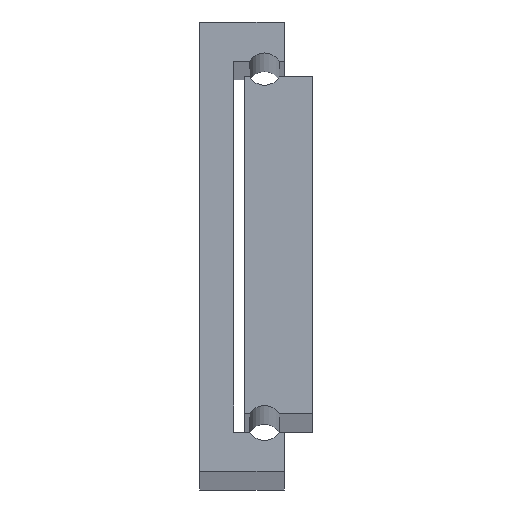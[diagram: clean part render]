
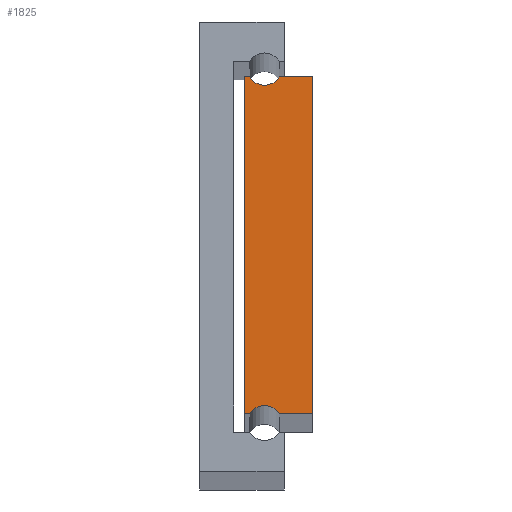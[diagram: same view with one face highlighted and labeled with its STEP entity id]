
A CAD part, top view. The second image highlights one B-rep face of the part: STEP entity #1825.
In plain terms, the highlighted planar face has unit normal (0, 0, 1).
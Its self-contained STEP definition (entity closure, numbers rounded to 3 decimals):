
#42 = EDGE_CURVE ( 'NONE', #666, #477, #1479, .T. ) ;
#56 = CARTESIAN_POINT ( 'NONE',  ( -0.571, 17.424, 950. ) ) ;
#154 = VECTOR ( 'NONE', #1902, 1000. ) ;
#216 = EDGE_CURVE ( 'NONE', #477, #2104, #2552, .T. ) ;
#241 = DIRECTION ( 'NONE',  ( 0., 0., -1. ) ) ;
#255 = VERTEX_POINT ( 'NONE', #705 ) ;
#264 = VERTEX_POINT ( 'NONE', #1962 ) ;
#276 = EDGE_CURVE ( 'NONE', #937, #608, #2009, .T. ) ;
#290 = DIRECTION ( 'NONE',  ( -1., 0., 0. ) ) ;
#383 = LINE ( 'NONE', #1631, #2858 ) ;
#477 = VERTEX_POINT ( 'NONE', #989 ) ;
#501 = LINE ( 'NONE', #943, #2543 ) ;
#532 = VECTOR ( 'NONE', #2896, 1000. ) ;
#542 = EDGE_LOOP ( 'NONE', ( #835, #2970, #1689, #1504, #2152, #589, #2297, #769 ) ) ;
#589 = ORIENTED_EDGE ( 'NONE', *, *, #1355, .T. ) ;
#608 = VERTEX_POINT ( 'NONE', #2913 ) ;
#642 = DIRECTION ( 'NONE',  ( 0., 1., 0. ) ) ;
#666 = VERTEX_POINT ( 'NONE', #1001 ) ;
#705 = CARTESIAN_POINT ( 'NONE',  ( 7.929, 78.924, 950. ) ) ;
#769 = ORIENTED_EDGE ( 'NONE', *, *, #42, .T. ) ;
#835 = ORIENTED_EDGE ( 'NONE', *, *, #216, .T. ) ;
#882 = CARTESIAN_POINT ( 'NONE',  ( -0.571, 17.424, 950. ) ) ;
#885 = EDGE_CURVE ( 'NONE', #608, #1246, #2175, .T. ) ;
#937 = VERTEX_POINT ( 'NONE', #1669 ) ;
#943 = CARTESIAN_POINT ( 'NONE',  ( 7.929, 78.924, 950. ) ) ;
#989 = CARTESIAN_POINT ( 'NONE',  ( -4.071, 78.924, 950. ) ) ;
#1001 = CARTESIAN_POINT ( 'NONE',  ( -3.169, 78.924, 950. ) ) ;
#1148 = AXIS2_PLACEMENT_3D ( 'NONE', #2894, #2196, #2585 ) ;
#1176 = VECTOR ( 'NONE', #642, 1000. ) ;
#1211 = EDGE_CURVE ( 'NONE', #1246, #255, #1599, .T. ) ;
#1246 = VERTEX_POINT ( 'NONE', #3023 ) ;
#1343 = CARTESIAN_POINT ( 'NONE',  ( -4.071, 78.924, 950. ) ) ;
#1355 = EDGE_CURVE ( 'NONE', #255, #264, #501, .T. ) ;
#1479 = LINE ( 'NONE', #1925, #2937 ) ;
#1504 = ORIENTED_EDGE ( 'NONE', *, *, #885, .T. ) ;
#1599 = LINE ( 'NONE', #2566, #1176 ) ;
#1631 = CARTESIAN_POINT ( 'NONE',  ( -4.071, 18.924, 950. ) ) ;
#1634 = CARTESIAN_POINT ( 'NONE',  ( -4.071, 18.924, 950. ) ) ;
#1669 = CARTESIAN_POINT ( 'NONE',  ( -3.169, 18.924, 950. ) ) ;
#1689 = ORIENTED_EDGE ( 'NONE', *, *, #276, .T. ) ;
#1768 = DIRECTION ( 'NONE',  ( -1., 0., 0. ) ) ;
#1825 = ADVANCED_FACE ( 'NONE', ( #2099 ), #3059, .F. ) ;
#1902 = DIRECTION ( 'NONE',  ( 0., -1., 0. ) ) ;
#1916 = DIRECTION ( 'NONE',  ( -1., 0., 0. ) ) ;
#1925 = CARTESIAN_POINT ( 'NONE',  ( -3.169, 78.924, 950. ) ) ;
#1955 = CIRCLE ( 'NONE', #1148, 3. ) ;
#1962 = CARTESIAN_POINT ( 'NONE',  ( 2.027, 78.924, 950. ) ) ;
#2009 = CIRCLE ( 'NONE', #2254, 3. ) ;
#2099 = FACE_OUTER_BOUND ( 'NONE', #542, .T. ) ;
#2104 = VERTEX_POINT ( 'NONE', #1634 ) ;
#2152 = ORIENTED_EDGE ( 'NONE', *, *, #1211, .T. ) ;
#2175 = LINE ( 'NONE', #2424, #532 ) ;
#2196 = DIRECTION ( 'NONE',  ( 0., 0., -1. ) ) ;
#2254 = AXIS2_PLACEMENT_3D ( 'NONE', #56, #241, #1768 ) ;
#2297 = ORIENTED_EDGE ( 'NONE', *, *, #2803, .T. ) ;
#2424 = CARTESIAN_POINT ( 'NONE',  ( 2.027, 18.924, 950. ) ) ;
#2543 = VECTOR ( 'NONE', #1916, 1000. ) ;
#2552 = LINE ( 'NONE', #1343, #154 ) ;
#2566 = CARTESIAN_POINT ( 'NONE',  ( 7.929, 18.924, 950. ) ) ;
#2585 = DIRECTION ( 'NONE',  ( 1., 0., 0. ) ) ;
#2803 = EDGE_CURVE ( 'NONE', #264, #666, #1955, .T. ) ;
#2804 = DIRECTION ( 'NONE',  ( 0., 0., -1. ) ) ;
#2836 = DIRECTION ( 'NONE',  ( -1., 0., 0. ) ) ;
#2858 = VECTOR ( 'NONE', #3017, 1000. ) ;
#2894 = CARTESIAN_POINT ( 'NONE',  ( -0.571, 80.424, 950. ) ) ;
#2896 = DIRECTION ( 'NONE',  ( 1., 0., 0. ) ) ;
#2913 = CARTESIAN_POINT ( 'NONE',  ( 2.027, 18.924, 950. ) ) ;
#2937 = VECTOR ( 'NONE', #290, 1000. ) ;
#2943 = AXIS2_PLACEMENT_3D ( 'NONE', #882, #2804, #2836 ) ;
#2970 = ORIENTED_EDGE ( 'NONE', *, *, #3097, .T. ) ;
#3017 = DIRECTION ( 'NONE',  ( 1., 0., 0. ) ) ;
#3023 = CARTESIAN_POINT ( 'NONE',  ( 7.929, 18.924, 950. ) ) ;
#3059 = PLANE ( 'NONE',  #2943 ) ;
#3097 = EDGE_CURVE ( 'NONE', #2104, #937, #383, .T. ) ;
